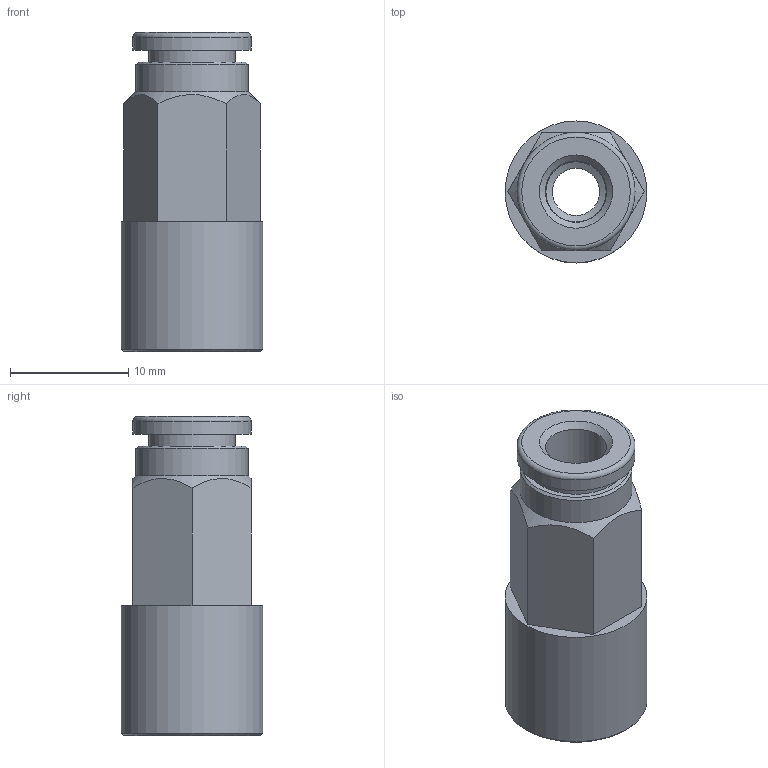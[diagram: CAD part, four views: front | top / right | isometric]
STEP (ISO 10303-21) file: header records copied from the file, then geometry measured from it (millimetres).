
FILE_DESCRIPTION(( 'MA.13.05.18.STP' ), '1');
FILE_NAME( 'MA.13.05.18.STP', '2018-10-12T15:28:56',( 'Sopra'),('sopra-pneumatic.com'), 'SwSTEP 2.0','SolidWorks 2009','' );
FILE_SCHEMA (('AUTOMOTIVE_DESIGN { 1 0 10303 214 1 1 1 1 }'));
Length unit declared in the file: millimetre
Products named in the file (3): Root; DR5-1; R200203-i
Assembly tree (2 placements, depth 2):
  Root
    DR5-1
    R200203-i
Bounding box: 12 x 12 x 27 mm (x, y, z)
Volume: 1449.2 mm3; surface area: 2033.2 mm2
Topology: 2 solids, 2 shells, 34 faces, 72 edges, 46 vertices
Faces by surface type: plane 14, cylinder 10, cone 9, torus 1
Full cylindrical faces by diameter (mm): 4 x1, 5.1 x1, 5.2 x1, 6 x1, 7.3 x1, 7.5 x1, 8.8 x1, 9.5 x1, 10 x1, 12 x1
Entity records: 1276 total; most frequent: DIRECTION 154, CARTESIAN_POINT 122, PRESENTATION_STYLE_ASSIGNMENT 92, COLOUR_RGB 92, DRAUGHTING_PRE_DEFINED_CURVE_FONT 90, CURVE_STYLE 90, OVER_RIDING_STYLED_ITEM 90, ORIENTED_EDGE 90
